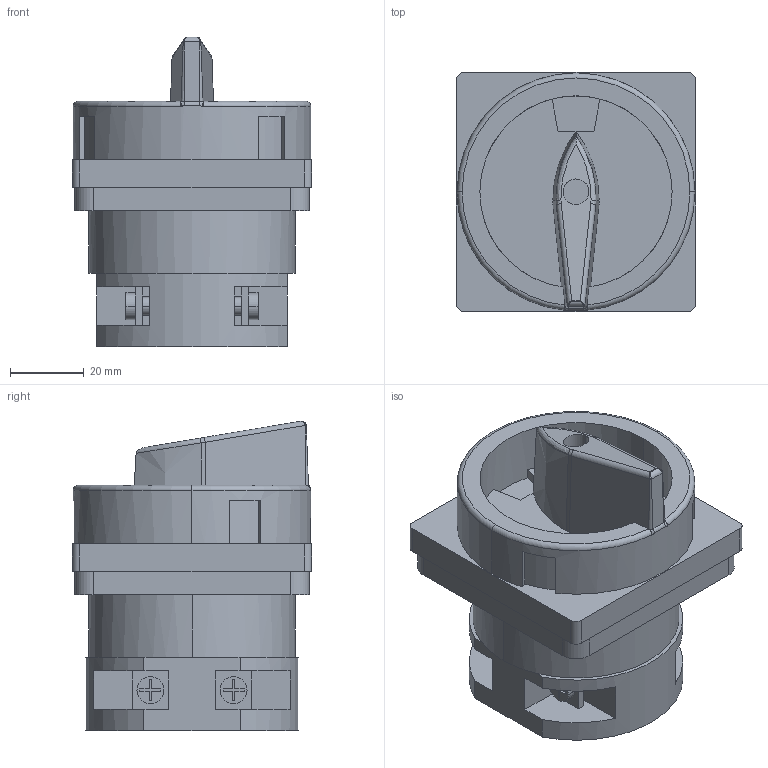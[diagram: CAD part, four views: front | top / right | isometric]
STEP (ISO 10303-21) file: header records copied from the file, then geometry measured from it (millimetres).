
FILE_DESCRIPTION (( 'STEP AP214' ), '1' );
FILE_NAME ('ﾏﾊﾏ-32-1.STEP', '2017-12-25T06:23:27', ( 'AutoBVT' ), ( 'Microsoft' ), 'SwSTEP 2.0', 'SolidWorks 2014', '' );
FILE_SCHEMA (( 'AUTOMOTIVE_DESIGN' ));
Length unit declared in the file: millimetre
Products named in the file (1): ﾏﾊﾏ-32-1
Bounding box: 64.99 x 64.99 x 84.16 mm (x, y, z)
Volume: 174734.3 mm3; surface area: 30217.2 mm2
Topology: 1 solids, 1 shells, 207 faces, 544 edges, 353 vertices
Faces by surface type: plane 134, cylinder 51, bspline 13, cone 6, torus 3
Entity records: 7128 total; most frequent: CARTESIAN_POINT 1971, ORIENTED_EDGE 1084, DIRECTION 1035, EDGE_CURVE 542, LINE 373, VECTOR 373, VERTEX_POINT 353, AXIS2_PLACEMENT_3D 331
